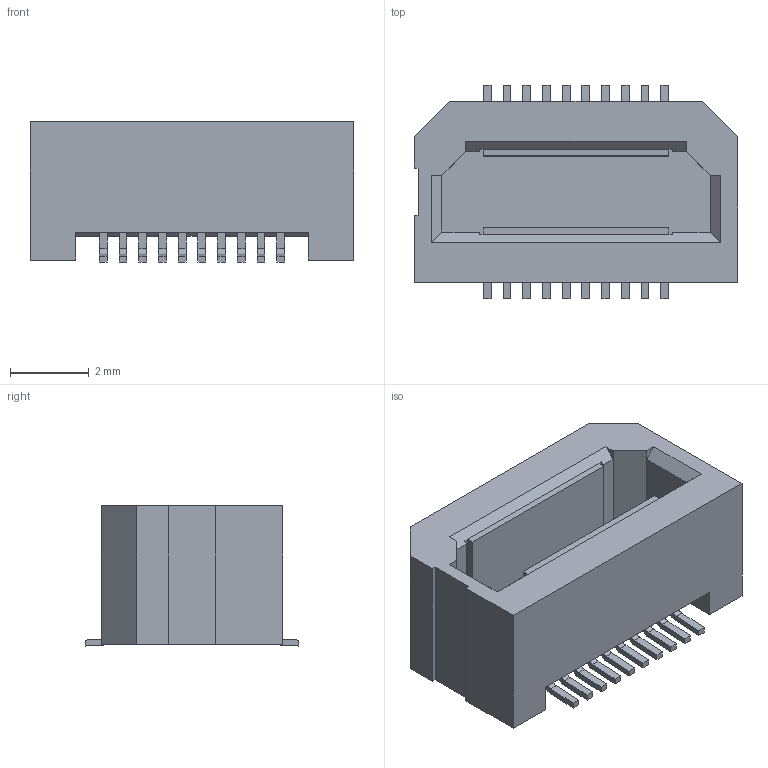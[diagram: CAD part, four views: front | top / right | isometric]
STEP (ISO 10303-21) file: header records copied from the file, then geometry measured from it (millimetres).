
FILE_DESCRIPTION (( 'STEP AP214' ), '1' );
FILE_NAME ('axk5s20247y.stp', '2007-10-17T03:58:09', ( '' ), ( 'PanasonicCorporation' ), '', '', '' );
FILE_SCHEMA (( 'AUTOMOTIVE_DESIGN' ));
Length unit declared in the file: millimetre
Products named in the file (1): axk5s20247y
Bounding box: 8.2 x 5.4 x 3.55 mm (x, y, z)
Volume: 81.4 mm3; surface area: 220.5 mm2
Topology: 1 solids, 1 shells, 233 faces, 620 edges, 410 vertices
Faces by surface type: plane 193, cylinder 40
Entity records: 7177 total; most frequent: CARTESIAN_POINT 1264, ORIENTED_EDGE 1240, DIRECTION 1168, EDGE_CURVE 620, LINE 540, VECTOR 540, VERTEX_POINT 410, AXIS2_PLACEMENT_3D 314
